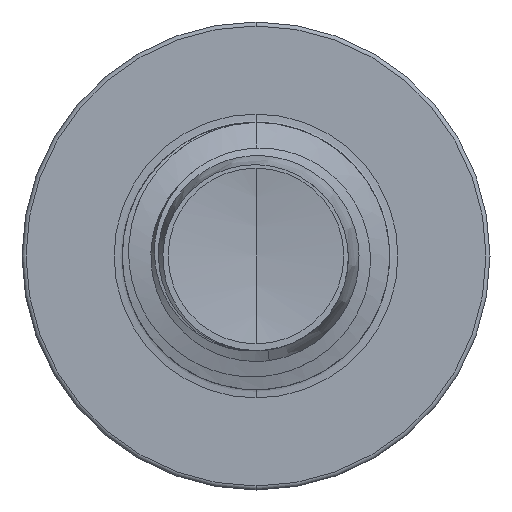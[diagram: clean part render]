
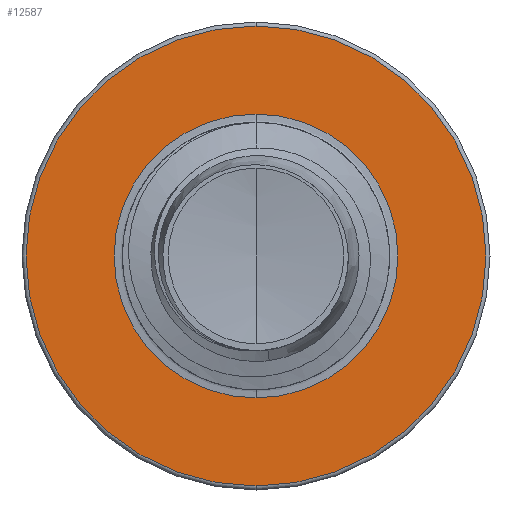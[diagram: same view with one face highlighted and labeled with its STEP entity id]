
A CAD part, front view. The second image highlights one B-rep face of the part: STEP entity #12587.
In plain terms, the highlighted planar face has unit normal (0, -1, 0).
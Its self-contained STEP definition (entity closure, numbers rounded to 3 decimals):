
#1020 = DIRECTION ( 'NONE',  ( 0., 0., 1. ) ) ;
#1064 = DIRECTION ( 'NONE',  ( 0., 1., 0. ) ) ;
#1069 = EDGE_CURVE ( 'NONE', #7573, #7884, #1414, .T. ) ;
#1099 = CARTESIAN_POINT ( 'NONE',  ( 0., 10., 0. ) ) ;
#1414 = CIRCLE ( 'NONE', #16770, 5.16 ) ;
#3522 = ORIENTED_EDGE ( 'NONE', *, *, #21733, .T. ) ;
#3665 = DIRECTION ( 'NONE',  ( 0., 0., 1. ) ) ;
#3842 = DIRECTION ( 'NONE',  ( 0., 1., 0. ) ) ;
#4419 = PLANE ( 'NONE',  #9462 ) ;
#4587 = CARTESIAN_POINT ( 'NONE',  ( 0., 10., -5.16 ) ) ;
#6902 = FACE_OUTER_BOUND ( 'NONE', #21023, .T. ) ;
#6927 = CARTESIAN_POINT ( 'NONE',  ( 0., 10., 5.16 ) ) ;
#7573 = VERTEX_POINT ( 'NONE', #6927 ) ;
#7884 = VERTEX_POINT ( 'NONE', #4587 ) ;
#9334 = CARTESIAN_POINT ( 'NONE',  ( 0., 10., -3.186 ) ) ;
#9462 = AXIS2_PLACEMENT_3D ( 'NONE', #9334, #3842, #3665 ) ;
#10022 = DIRECTION ( 'NONE',  ( 0., 1., 0. ) ) ;
#10057 = DIRECTION ( 'NONE',  ( 0., 0., 1. ) ) ;
#10128 = CARTESIAN_POINT ( 'NONE',  ( 0., 10., 0. ) ) ;
#10406 = EDGE_LOOP ( 'NONE', ( #15555, #3522 ) ) ;
#11763 = DIRECTION ( 'NONE',  ( 0., 0., 1. ) ) ;
#11769 = DIRECTION ( 'NONE',  ( 0., 1., 0. ) ) ;
#11798 = CARTESIAN_POINT ( 'NONE',  ( 0., 10., 0. ) ) ;
#11948 = AXIS2_PLACEMENT_3D ( 'NONE', #21907, #21726, #21710 ) ;
#12136 = AXIS2_PLACEMENT_3D ( 'NONE', #11798, #11769, #11763 ) ;
#12438 = CIRCLE ( 'NONE', #11948, 3.186 ) ;
#12587 = ADVANCED_FACE ( 'NONE', ( #6902, #24241 ), #4419, .F. ) ;
#15048 = EDGE_CURVE ( 'NONE', #7884, #7573, #15667, .T. ) ;
#15328 = CARTESIAN_POINT ( 'NONE',  ( 0., 10., 3.186 ) ) ;
#15555 = ORIENTED_EDGE ( 'NONE', *, *, #20184, .T. ) ;
#15667 = CIRCLE ( 'NONE', #23481, 5.16 ) ;
#16482 = CARTESIAN_POINT ( 'NONE',  ( 0., 10., -3.186 ) ) ;
#16770 = AXIS2_PLACEMENT_3D ( 'NONE', #10128, #10022, #10057 ) ;
#17606 = CIRCLE ( 'NONE', #12136, 3.186 ) ;
#19603 = VERTEX_POINT ( 'NONE', #16482 ) ;
#20034 = ORIENTED_EDGE ( 'NONE', *, *, #15048, .F. ) ;
#20184 = EDGE_CURVE ( 'NONE', #22168, #19603, #17606, .T. ) ;
#21023 = EDGE_LOOP ( 'NONE', ( #22718, #20034 ) ) ;
#21710 = DIRECTION ( 'NONE',  ( 0., 0., 1. ) ) ;
#21726 = DIRECTION ( 'NONE',  ( 0., 1., 0. ) ) ;
#21733 = EDGE_CURVE ( 'NONE', #19603, #22168, #12438, .T. ) ;
#21907 = CARTESIAN_POINT ( 'NONE',  ( 0., 10., 0. ) ) ;
#22168 = VERTEX_POINT ( 'NONE', #15328 ) ;
#22718 = ORIENTED_EDGE ( 'NONE', *, *, #1069, .F. ) ;
#23481 = AXIS2_PLACEMENT_3D ( 'NONE', #1099, #1064, #1020 ) ;
#24241 = FACE_BOUND ( 'NONE', #10406, .T. ) ;
